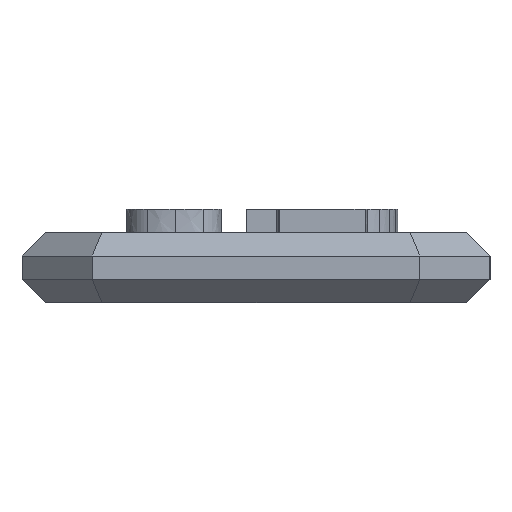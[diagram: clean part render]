
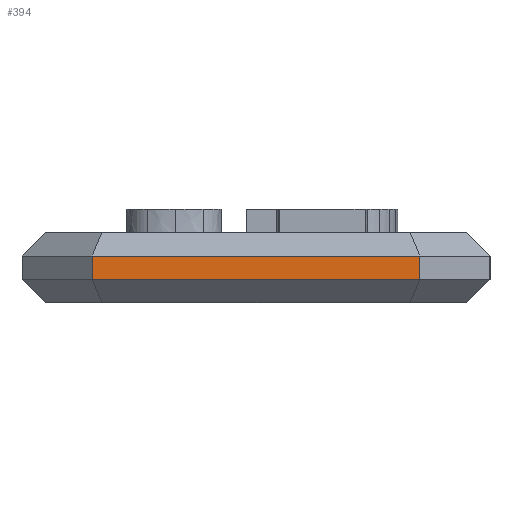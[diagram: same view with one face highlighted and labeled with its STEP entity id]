
A CAD part, left-side view. The second image highlights one B-rep face of the part: STEP entity #394.
In plain terms, the highlighted planar face has unit normal (-1, 0, 0).
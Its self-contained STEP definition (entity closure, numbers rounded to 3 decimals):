
#394=ADVANCED_FACE('',(#2754),#2756,.T.);
#2754=FACE_BOUND('',#2755,.T.);
#2755=EDGE_LOOP('',(#6216,#6217,#6218,#6219));
#2756=PLANE('',#2757);
#2757=AXIS2_PLACEMENT_3D('',#2758,#2759,#2760);
#2758=CARTESIAN_POINT('',(-30.,10.,0.));
#2759=DIRECTION('',(-1.,0.,0.));
#2760=DIRECTION('',(0.,-1.,0.));
#6216=ORIENTED_EDGE('',*,*,#7870,.T.);
#6217=ORIENTED_EDGE('',*,*,#8552,.T.);
#6218=ORIENTED_EDGE('',*,*,#7895,.F.);
#6219=ORIENTED_EDGE('',*,*,#8553,.F.);
#7870=EDGE_CURVE('',#9613,#9614,#9615,.T.);
#7895=EDGE_CURVE('',#9648,#9651,#9652,.T.);
#8552=EDGE_CURVE('',#9614,#9651,#10637,.T.);
#8553=EDGE_CURVE('',#9613,#9648,#10638,.T.);
#9613=VERTEX_POINT('',#12632);
#9614=VERTEX_POINT('',#12633);
#9615=LINE('',#12634,#12635);
#9648=VERTEX_POINT('',#12713);
#9651=VERTEX_POINT('',#12720);
#9652=LINE('',#12721,#12722);
#10637=LINE('',#15020,#15021);
#10638=LINE('',#15023,#15024);
#12632=CARTESIAN_POINT('',(-30.,7.,1.));
#12633=CARTESIAN_POINT('',(-30.,-7.,1.));
#12634=CARTESIAN_POINT('',(-30.,7.,1.));
#12635=VECTOR('',#12636,1.);
#12636=DIRECTION('',(0.,-1.,0.));
#12713=CARTESIAN_POINT('',(-30.,7.,2.));
#12720=CARTESIAN_POINT('',(-30.,-7.,2.));
#12721=CARTESIAN_POINT('',(-30.,7.,2.));
#12722=VECTOR('',#12723,1.);
#12723=DIRECTION('',(0.,-1.,0.));
#15020=CARTESIAN_POINT('',(-30.,-7.,1.));
#15021=VECTOR('',#15022,1.);
#15022=DIRECTION('',(0.,0.,1.));
#15023=CARTESIAN_POINT('',(-30.,7.,1.));
#15024=VECTOR('',#15025,1.);
#15025=DIRECTION('',(0.,0.,1.));
